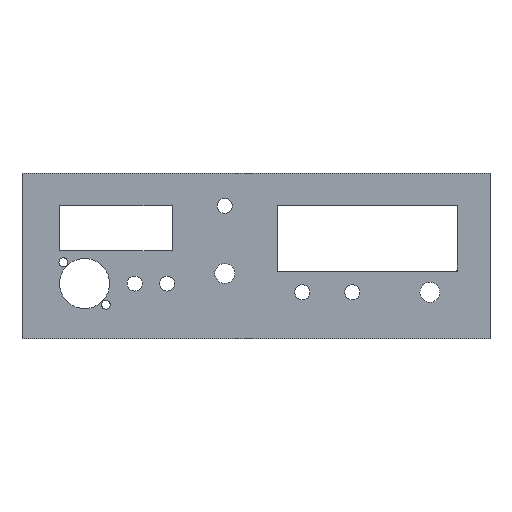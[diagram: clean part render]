
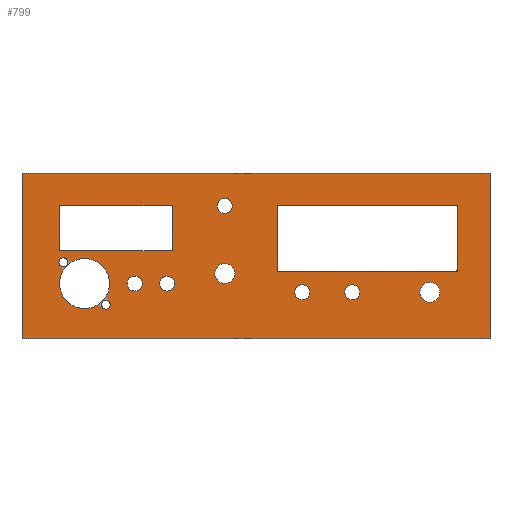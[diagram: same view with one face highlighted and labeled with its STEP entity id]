
A CAD part, top view. The second image highlights one B-rep face of the part: STEP entity #799.
In plain terms, the highlighted planar face has unit normal (0, 0, 1).
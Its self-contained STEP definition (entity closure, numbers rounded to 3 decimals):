
#50 = VERTEX_POINT('',#51);
#51 = CARTESIAN_POINT('',(-93.5,33.,5.));
#57 = EDGE_CURVE('',#50,#58,#60,.T.);
#58 = VERTEX_POINT('',#59);
#59 = CARTESIAN_POINT('',(93.5,33.,5.));
#60 = LINE('',#61,#62);
#61 = CARTESIAN_POINT('',(-93.5,33.,5.));
#62 = VECTOR('',#63,1.);
#63 = DIRECTION('',(1.,0.,0.));
#88 = EDGE_CURVE('',#58,#89,#91,.T.);
#89 = VERTEX_POINT('',#90);
#90 = CARTESIAN_POINT('',(93.5,-33.,5.));
#91 = LINE('',#92,#93);
#92 = CARTESIAN_POINT('',(93.5,33.,5.));
#93 = VECTOR('',#94,1.);
#94 = DIRECTION('',(0.,-1.,0.));
#119 = EDGE_CURVE('',#89,#120,#122,.T.);
#120 = VERTEX_POINT('',#121);
#121 = CARTESIAN_POINT('',(-93.5,-33.,5.));
#122 = LINE('',#123,#124);
#123 = CARTESIAN_POINT('',(93.5,-33.,5.));
#124 = VECTOR('',#125,1.);
#125 = DIRECTION('',(-1.,0.,0.));
#150 = EDGE_CURVE('',#120,#50,#151,.T.);
#151 = LINE('',#152,#153);
#152 = CARTESIAN_POINT('',(-93.5,-33.,5.));
#153 = VECTOR('',#154,1.);
#154 = DIRECTION('',(0.,1.,0.));
#174 = VERTEX_POINT('',#175);
#175 = CARTESIAN_POINT('',(8.5,20.,5.));
#181 = EDGE_CURVE('',#174,#182,#184,.T.);
#182 = VERTEX_POINT('',#183);
#183 = CARTESIAN_POINT('',(80.5,20.,5.));
#184 = LINE('',#185,#186);
#185 = CARTESIAN_POINT('',(8.5,20.,5.));
#186 = VECTOR('',#187,1.);
#187 = DIRECTION('',(1.,0.,0.));
#212 = EDGE_CURVE('',#182,#213,#215,.T.);
#213 = VERTEX_POINT('',#214);
#214 = CARTESIAN_POINT('',(80.5,-6.,5.));
#215 = LINE('',#216,#217);
#216 = CARTESIAN_POINT('',(80.5,20.,5.));
#217 = VECTOR('',#218,1.);
#218 = DIRECTION('',(0.,-1.,0.));
#243 = EDGE_CURVE('',#213,#244,#246,.T.);
#244 = VERTEX_POINT('',#245);
#245 = CARTESIAN_POINT('',(8.5,-6.,5.));
#246 = LINE('',#247,#248);
#247 = CARTESIAN_POINT('',(80.5,-6.,5.));
#248 = VECTOR('',#249,1.);
#249 = DIRECTION('',(-1.,0.,0.));
#274 = EDGE_CURVE('',#244,#174,#275,.T.);
#275 = LINE('',#276,#277);
#276 = CARTESIAN_POINT('',(8.5,-6.,5.));
#277 = VECTOR('',#278,1.);
#278 = DIRECTION('',(0.,1.,0.));
#298 = VERTEX_POINT('',#299);
#299 = CARTESIAN_POINT('',(-78.5,20.,5.));
#305 = EDGE_CURVE('',#298,#306,#308,.T.);
#306 = VERTEX_POINT('',#307);
#307 = CARTESIAN_POINT('',(-33.5,20.,5.));
#308 = LINE('',#309,#310);
#309 = CARTESIAN_POINT('',(-78.5,20.,5.));
#310 = VECTOR('',#311,1.);
#311 = DIRECTION('',(1.,0.,0.));
#336 = EDGE_CURVE('',#306,#337,#339,.T.);
#337 = VERTEX_POINT('',#338);
#338 = CARTESIAN_POINT('',(-33.5,2.,5.));
#339 = LINE('',#340,#341);
#340 = CARTESIAN_POINT('',(-33.5,20.,5.));
#341 = VECTOR('',#342,1.);
#342 = DIRECTION('',(0.,-1.,0.));
#367 = EDGE_CURVE('',#337,#368,#370,.T.);
#368 = VERTEX_POINT('',#369);
#369 = CARTESIAN_POINT('',(-78.5,2.,5.));
#370 = LINE('',#371,#372);
#371 = CARTESIAN_POINT('',(-33.5,2.,5.));
#372 = VECTOR('',#373,1.);
#373 = DIRECTION('',(-1.,0.,0.));
#398 = EDGE_CURVE('',#368,#298,#399,.T.);
#399 = LINE('',#400,#401);
#400 = CARTESIAN_POINT('',(-78.5,2.,5.));
#401 = VECTOR('',#402,1.);
#402 = DIRECTION('',(0.,1.,0.));
#422 = VERTEX_POINT('',#423);
#423 = CARTESIAN_POINT('',(-58.5,-11.,5.));
#429 = EDGE_CURVE('',#422,#422,#430,.T.);
#430 = CIRCLE('',#431,10.);
#431 = AXIS2_PLACEMENT_3D('',#432,#433,#434);
#432 = CARTESIAN_POINT('',(-68.5,-11.,5.));
#433 = DIRECTION('',(0.,0.,1.));
#434 = DIRECTION('',(1.,0.,0.));
#455 = VERTEX_POINT('',#456);
#456 = CARTESIAN_POINT('',(73.5,-14.5,5.));
#462 = EDGE_CURVE('',#455,#455,#463,.T.);
#463 = CIRCLE('',#464,4.);
#464 = AXIS2_PLACEMENT_3D('',#465,#466,#467);
#465 = CARTESIAN_POINT('',(69.5,-14.5,5.));
#466 = DIRECTION('',(0.,0.,1.));
#467 = DIRECTION('',(1.,0.,0.));
#488 = VERTEX_POINT('',#489);
#489 = CARTESIAN_POINT('',(-8.5,-7.,5.));
#495 = EDGE_CURVE('',#488,#488,#496,.T.);
#496 = CIRCLE('',#497,4.);
#497 = AXIS2_PLACEMENT_3D('',#498,#499,#500);
#498 = CARTESIAN_POINT('',(-12.5,-7.,5.));
#499 = DIRECTION('',(0.,0.,1.));
#500 = DIRECTION('',(1.,0.,0.));
#521 = VERTEX_POINT('',#522);
#522 = CARTESIAN_POINT('',(41.5,-14.5,5.));
#528 = EDGE_CURVE('',#521,#521,#529,.T.);
#529 = CIRCLE('',#530,3.);
#530 = AXIS2_PLACEMENT_3D('',#531,#532,#533);
#531 = CARTESIAN_POINT('',(38.5,-14.5,5.));
#532 = DIRECTION('',(0.,0.,1.));
#533 = DIRECTION('',(1.,0.,0.));
#554 = VERTEX_POINT('',#555);
#555 = CARTESIAN_POINT('',(21.5,-14.5,5.));
#561 = EDGE_CURVE('',#554,#554,#562,.T.);
#562 = CIRCLE('',#563,3.);
#563 = AXIS2_PLACEMENT_3D('',#564,#565,#566);
#564 = CARTESIAN_POINT('',(18.5,-14.5,5.));
#565 = DIRECTION('',(0.,0.,1.));
#566 = DIRECTION('',(1.,0.,0.));
#587 = VERTEX_POINT('',#588);
#588 = CARTESIAN_POINT('',(-32.5,-11.,5.));
#594 = EDGE_CURVE('',#587,#587,#595,.T.);
#595 = CIRCLE('',#596,3.);
#596 = AXIS2_PLACEMENT_3D('',#597,#598,#599);
#597 = CARTESIAN_POINT('',(-35.5,-11.,5.));
#598 = DIRECTION('',(0.,0.,1.));
#599 = DIRECTION('',(1.,0.,0.));
#620 = VERTEX_POINT('',#621);
#621 = CARTESIAN_POINT('',(-45.5,-11.,5.));
#627 = EDGE_CURVE('',#620,#620,#628,.T.);
#628 = CIRCLE('',#629,3.);
#629 = AXIS2_PLACEMENT_3D('',#630,#631,#632);
#630 = CARTESIAN_POINT('',(-48.5,-11.,5.));
#631 = DIRECTION('',(0.,0.,1.));
#632 = DIRECTION('',(1.,0.,0.));
#653 = VERTEX_POINT('',#654);
#654 = CARTESIAN_POINT('',(-9.5,20.,5.));
#660 = EDGE_CURVE('',#653,#653,#661,.T.);
#661 = CIRCLE('',#662,3.);
#662 = AXIS2_PLACEMENT_3D('',#663,#664,#665);
#663 = CARTESIAN_POINT('',(-12.5,20.,5.));
#664 = DIRECTION('',(0.,0.,1.));
#665 = DIRECTION('',(1.,0.,0.));
#686 = VERTEX_POINT('',#687);
#687 = CARTESIAN_POINT('',(-58.265,-19.485,5.));
#693 = EDGE_CURVE('',#686,#686,#694,.T.);
#694 = CIRCLE('',#695,1.75);
#695 = AXIS2_PLACEMENT_3D('',#696,#697,#698);
#696 = CARTESIAN_POINT('',(-60.015,-19.485,5.));
#697 = DIRECTION('',(0.,0.,1.));
#698 = DIRECTION('',(1.,0.,0.));
#719 = VERTEX_POINT('',#720);
#720 = CARTESIAN_POINT('',(-75.235,-2.515,5.));
#726 = EDGE_CURVE('',#719,#719,#727,.T.);
#727 = CIRCLE('',#728,1.75);
#728 = AXIS2_PLACEMENT_3D('',#729,#730,#731);
#729 = CARTESIAN_POINT('',(-76.985,-2.515,5.));
#730 = DIRECTION('',(0.,0.,1.));
#731 = DIRECTION('',(1.,0.,0.));
#799 = ADVANCED_FACE('',(#800,#806,#812,#818,#821,#824,#827,#830,#833,
    #836,#839,#842,#845),#848,.T.);
#800 = FACE_BOUND('',#801,.F.);
#801 = EDGE_LOOP('',(#802,#803,#804,#805));
#802 = ORIENTED_EDGE('',*,*,#57,.T.);
#803 = ORIENTED_EDGE('',*,*,#88,.T.);
#804 = ORIENTED_EDGE('',*,*,#119,.T.);
#805 = ORIENTED_EDGE('',*,*,#150,.T.);
#806 = FACE_BOUND('',#807,.T.);
#807 = EDGE_LOOP('',(#808,#809,#810,#811));
#808 = ORIENTED_EDGE('',*,*,#181,.T.);
#809 = ORIENTED_EDGE('',*,*,#212,.T.);
#810 = ORIENTED_EDGE('',*,*,#243,.T.);
#811 = ORIENTED_EDGE('',*,*,#274,.T.);
#812 = FACE_BOUND('',#813,.T.);
#813 = EDGE_LOOP('',(#814,#815,#816,#817));
#814 = ORIENTED_EDGE('',*,*,#305,.T.);
#815 = ORIENTED_EDGE('',*,*,#336,.T.);
#816 = ORIENTED_EDGE('',*,*,#367,.T.);
#817 = ORIENTED_EDGE('',*,*,#398,.T.);
#818 = FACE_BOUND('',#819,.F.);
#819 = EDGE_LOOP('',(#820));
#820 = ORIENTED_EDGE('',*,*,#429,.T.);
#821 = FACE_BOUND('',#822,.F.);
#822 = EDGE_LOOP('',(#823));
#823 = ORIENTED_EDGE('',*,*,#462,.T.);
#824 = FACE_BOUND('',#825,.F.);
#825 = EDGE_LOOP('',(#826));
#826 = ORIENTED_EDGE('',*,*,#495,.T.);
#827 = FACE_BOUND('',#828,.F.);
#828 = EDGE_LOOP('',(#829));
#829 = ORIENTED_EDGE('',*,*,#528,.T.);
#830 = FACE_BOUND('',#831,.F.);
#831 = EDGE_LOOP('',(#832));
#832 = ORIENTED_EDGE('',*,*,#561,.T.);
#833 = FACE_BOUND('',#834,.F.);
#834 = EDGE_LOOP('',(#835));
#835 = ORIENTED_EDGE('',*,*,#594,.T.);
#836 = FACE_BOUND('',#837,.F.);
#837 = EDGE_LOOP('',(#838));
#838 = ORIENTED_EDGE('',*,*,#627,.T.);
#839 = FACE_BOUND('',#840,.F.);
#840 = EDGE_LOOP('',(#841));
#841 = ORIENTED_EDGE('',*,*,#660,.T.);
#842 = FACE_BOUND('',#843,.F.);
#843 = EDGE_LOOP('',(#844));
#844 = ORIENTED_EDGE('',*,*,#693,.T.);
#845 = FACE_BOUND('',#846,.F.);
#846 = EDGE_LOOP('',(#847));
#847 = ORIENTED_EDGE('',*,*,#726,.T.);
#848 = PLANE('',#849);
#849 = AXIS2_PLACEMENT_3D('',#850,#851,#852);
#850 = CARTESIAN_POINT('',(-2.526,1.038,5.));
#851 = DIRECTION('',(0.,0.,1.));
#852 = DIRECTION('',(1.,0.,0.));
